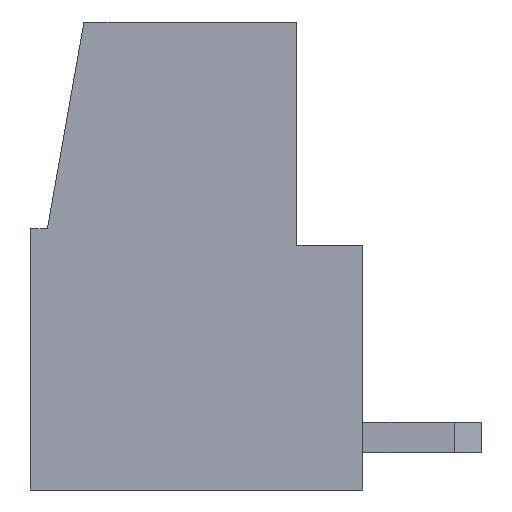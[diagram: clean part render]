
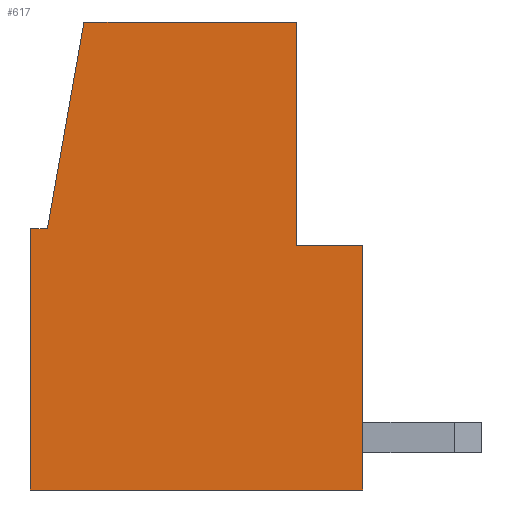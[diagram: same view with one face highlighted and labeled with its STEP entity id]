
A CAD part, left-side view. The second image highlights one B-rep face of the part: STEP entity #617.
In plain terms, the highlighted planar face has unit normal (-1, 0, 0).
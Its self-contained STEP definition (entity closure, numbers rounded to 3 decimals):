
#617 = ADVANCED_FACE( 'F0', ( #1311 ), #1312, .T. );
#1311 = FACE_OUTER_BOUND( '', #2095, .T. );
#1312 = PLANE( '', #2096 );
#2095 = EDGE_LOOP( '', ( #3766, #3767, #3768, #3769, #3770, #3771, #3772, #3773 ) );
#2096 = AXIS2_PLACEMENT_3D( '', #3774, #3775, #3776 );
#3766 = ORIENTED_EDGE( '', *, *, #5427, .T. );
#3767 = ORIENTED_EDGE( '', *, *, #5428, .T. );
#3768 = ORIENTED_EDGE( '', *, *, #5000, .T. );
#3769 = ORIENTED_EDGE( '', *, *, #5429, .T. );
#3770 = ORIENTED_EDGE( '', *, *, #5266, .T. );
#3771 = ORIENTED_EDGE( '', *, *, #4846, .T. );
#3772 = ORIENTED_EDGE( '', *, *, #4773, .T. );
#3773 = ORIENTED_EDGE( '', *, *, #5430, .T. );
#3774 = CARTESIAN_POINT( '', ( -2.5, 0., 0. ) );
#3775 = DIRECTION( '', ( -1., 0., 0. ) );
#3776 = DIRECTION( '', ( 0., 1., 0. ) );
#4773 = EDGE_CURVE( '', #5698, #5702, #5704, .T. );
#4846 = EDGE_CURVE( '', #5832, #5698, #5833, .T. );
#5000 = EDGE_CURVE( '', #6097, #6095, #6098, .T. );
#5266 = EDGE_CURVE( '', #6511, #5832, #6512, .T. );
#5427 = EDGE_CURVE( '', #6729, #6730, #6731, .T. );
#5428 = EDGE_CURVE( '', #6730, #6097, #6732, .T. );
#5429 = EDGE_CURVE( '', #6095, #6511, #6733, .T. );
#5430 = EDGE_CURVE( '', #5702, #6729, #6734, .T. );
#5698 = VERTEX_POINT( '', #7055 );
#5702 = VERTEX_POINT( '', #7061 );
#5704 = LINE( '', #7064, #7065 );
#5832 = VERTEX_POINT( '', #7247 );
#5833 = LINE( '', #7248, #7249 );
#6095 = VERTEX_POINT( '', #7629 );
#6097 = VERTEX_POINT( '', #7632 );
#6098 = LINE( '', #7633, #7634 );
#6511 = VERTEX_POINT( '', #8245 );
#6512 = LINE( '', #8246, #8247 );
#6729 = VERTEX_POINT( '', #8573 );
#6730 = VERTEX_POINT( '', #8574 );
#6731 = LINE( '', #8575, #8576 );
#6732 = LINE( '', #8577, #8578 );
#6733 = LINE( '', #8579, #8580 );
#6734 = LINE( '', #8581, #8582 );
#7055 = CARTESIAN_POINT( '', ( -2.5, -7.85, 7.2 ) );
#7061 = CARTESIAN_POINT( '', ( -2.5, -7.85, 13.8 ) );
#7064 = CARTESIAN_POINT( '', ( -2.5, -7.85, -3.05 ) );
#7065 = VECTOR( '', #8944, 1000. );
#7247 = CARTESIAN_POINT( '', ( -2.5, -9.8, 7.2 ) );
#7248 = CARTESIAN_POINT( '', ( -2.5, -21.3, 7.2 ) );
#7249 = VECTOR( '', #9011, 1000. );
#7629 = CARTESIAN_POINT( '', ( -2.5, 0., 0. ) );
#7632 = CARTESIAN_POINT( '', ( -2.5, 0., 7.7 ) );
#7633 = CARTESIAN_POINT( '', ( -2.5, 0., -3.05 ) );
#7634 = VECTOR( '', #9143, 1000. );
#8245 = CARTESIAN_POINT( '', ( -2.5, -9.8, 0. ) );
#8246 = CARTESIAN_POINT( '', ( -2.5, -9.8, -3.05 ) );
#8247 = VECTOR( '', #9390, 1000. );
#8573 = CARTESIAN_POINT( '', ( -2.5, -1.576, 13.8 ) );
#8574 = CARTESIAN_POINT( '', ( -2.5, -0.5, 7.7 ) );
#8575 = CARTESIAN_POINT( '', ( -2.5, 1.396, -3.05 ) );
#8576 = VECTOR( '', #9533, 1000. );
#8577 = CARTESIAN_POINT( '', ( -2.5, -21.3, 7.7 ) );
#8578 = VECTOR( '', #9534, 1000. );
#8579 = CARTESIAN_POINT( '', ( -2.5, 0., 0. ) );
#8580 = VECTOR( '', #9535, 1000. );
#8581 = CARTESIAN_POINT( '', ( -2.5, 0., 13.8 ) );
#8582 = VECTOR( '', #9536, 1000. );
#8944 = DIRECTION( '', ( 0., 0., 1. ) );
#9011 = DIRECTION( '', ( 0., 1., 0. ) );
#9143 = DIRECTION( '', ( 0., 0., -1. ) );
#9390 = DIRECTION( '', ( 0., 0., 1. ) );
#9533 = DIRECTION( '', ( 0., 0.174, -0.985 ) );
#9534 = DIRECTION( '', ( 0., 1., 0. ) );
#9535 = DIRECTION( '', ( 0., -1., 0. ) );
#9536 = DIRECTION( '', ( 0., 1., 0. ) );
